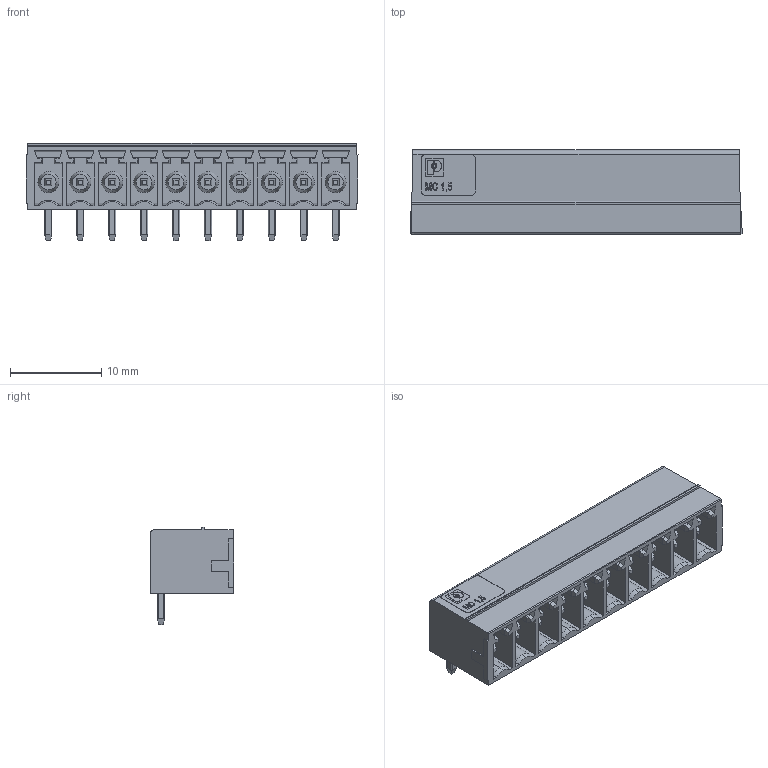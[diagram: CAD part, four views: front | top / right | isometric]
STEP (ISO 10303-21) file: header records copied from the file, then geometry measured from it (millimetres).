
FILE_DESCRIPTION(('STEP AP242'),'1');
FILE_NAME('1844294.stp','2024-04-21T08:53:10',('TraceParts'),('TraceParts S.A.'),'Spatial InterOp 3D',' ',' ');
FILE_SCHEMA(('AP242_MANAGED_MODEL_BASED_3D_ENGINEERING_MIM_LF {1 0 10303 442 1 1 4}'));
Length unit declared in the file: millimetre
Products named in the file (1): 1844294_1
Bounding box: 36.4 x 9.2 x 10.65 mm (x, y, z)
Volume: 1223.9 mm3; surface area: 3471.9 mm2
Topology: 11 solids, 11 shells, 973 faces, 2692 edges, 1760 vertices
Faces by surface type: plane 715, cylinder 159, torus 40, cone 40, extrusion 19
Entity records: 44916 total; most frequent: CARTESIAN_POINT 8206, ORIENTED_EDGE 5384, DIRECTION 4806, EDGE_CURVE 2692, VECTOR 2104, LINE 2085, STYLED_ITEM 1784, PRESENTATION_STYLE_ASSIGNMENT 1784
